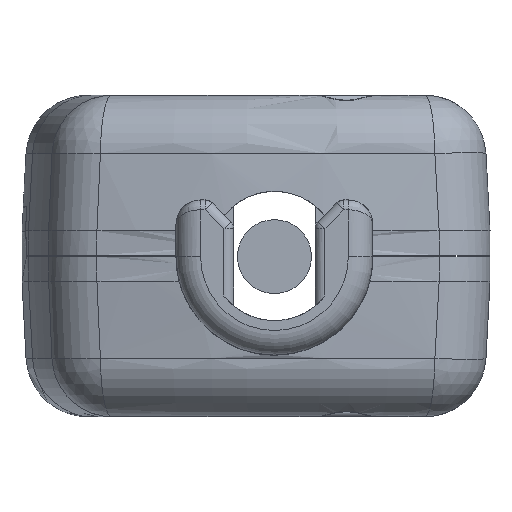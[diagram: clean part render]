
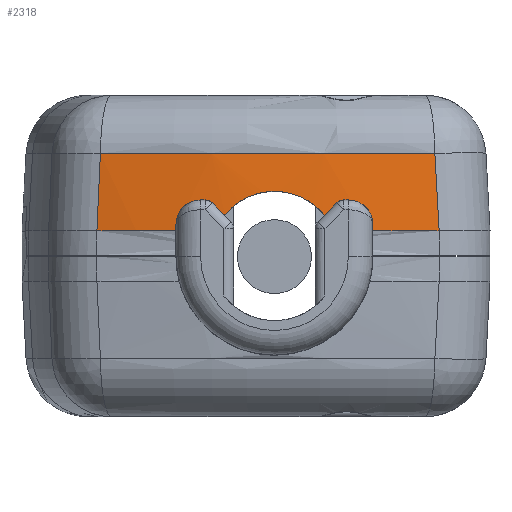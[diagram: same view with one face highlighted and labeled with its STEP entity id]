
A CAD part, left-side view. The second image highlights one B-rep face of the part: STEP entity #2318.
In plain terms, the highlighted conical face has half-angle 3 degrees and reference radius 38.77 mm.
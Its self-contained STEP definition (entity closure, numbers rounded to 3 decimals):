
#2318 = ADVANCED_FACE( '', ( #5942 ), #5943, .T. );
#5942 = FACE_OUTER_BOUND( '', #11509, .T. );
#5943 = CONICAL_SURFACE( '', #11510, 38.77, 0.052 );
#11509 = EDGE_LOOP( '', ( #21391, #21392, #21393, #21394, #21395, #21396, #21397, #21398 ) );
#11510 = AXIS2_PLACEMENT_3D( '', #21399, #21400, #21401 );
#21391 = ORIENTED_EDGE( '', *, *, #36513, .T. );
#21392 = ORIENTED_EDGE( '', *, *, #36514, .T. );
#21393 = ORIENTED_EDGE( '', *, *, #35271, .T. );
#21394 = ORIENTED_EDGE( '', *, *, #36515, .T. );
#21395 = ORIENTED_EDGE( '', *, *, #36516, .T. );
#21396 = ORIENTED_EDGE( '', *, *, #36517, .T. );
#21397 = ORIENTED_EDGE( '', *, *, #36518, .T. );
#21398 = ORIENTED_EDGE( '', *, *, #36519, .T. );
#21399 = CARTESIAN_POINT( '', ( 24.267, 10.262, 2.05 ) );
#21400 = DIRECTION( '', ( 0., 0., -1. ) );
#21401 = DIRECTION( '', ( 1., 0., 0. ) );
#35271 = EDGE_CURVE( '', #41848, #41852, #41854, .T. );
#36513 = EDGE_CURVE( '', #43991, #43992, #43993, .T. );
#36514 = EDGE_CURVE( '', #43992, #41848, #43994, .T. );
#36515 = EDGE_CURVE( '', #41852, #43995, #43996, .T. );
#36516 = EDGE_CURVE( '', #43995, #43997, #43998, .T. );
#36517 = EDGE_CURVE( '', #43997, #43125, #43999, .T. );
#36518 = EDGE_CURVE( '', #43125, #44000, #44001, .T. );
#36519 = EDGE_CURVE( '', #44000, #43991, #44002, .T. );
#41848 = VERTEX_POINT( '', #52346 );
#41852 = VERTEX_POINT( '', #52355 );
#41854 = CIRCLE( '', #52358, 38.77 );
#43125 = VERTEX_POINT( '', #54449 );
#43991 = VERTEX_POINT( '', #56140 );
#43992 = VERTEX_POINT( '', #56141 );
#43993 = CIRCLE( '', #56142, 38.77 );
#43994 = B_SPLINE_CURVE_WITH_KNOTS( '', 3, ( #56143, #56144, #56145, #56146, #56147, #56148, #56149, #56150, #56151, #56152, #56153, #56154, #56155, #56156, #56157, #56158, #56159, #56160, #56161, #56162, #56163, #56164, #56165, #56166 ), .UNSPECIFIED., .F., .F., ( 4, 2, 2, 2, 2, 2, 2, 2, 2, 2, 2, 4 ), ( 0.007, 0.007, 0.008, 0.009, 0.009, 0.01, 0.01, 0.011, 0.012, 0.012, 0.013, 0.013 ), .UNSPECIFIED. );
#43995 = VERTEX_POINT( '', #56167 );
#43996 = LINE( '', #56168, #56169 );
#43997 = VERTEX_POINT( '', #56170 );
#43998 = B_SPLINE_CURVE_WITH_KNOTS( '', 3, ( #56171, #56172, #56173, #56174 ), .UNSPECIFIED., .F., .F., ( 4, 4 ), ( 0., 1. ), .UNSPECIFIED. );
#43999 = CIRCLE( '', #56175, 38.606 );
#44000 = VERTEX_POINT( '', #56176 );
#44001 = B_SPLINE_CURVE_WITH_KNOTS( '', 3, ( #56177, #56178, #56179, #56180 ), .UNSPECIFIED., .F., .F., ( 4, 4 ), ( 0., 1. ), .UNSPECIFIED. );
#44002 = LINE( '', #56181, #56182 );
#52346 = CARTESIAN_POINT( '', ( -14.429, 7.85, 2.05 ) );
#52355 = CARTESIAN_POINT( '', ( -13.921, 3.568, 2.05 ) );
#52358 = AXIS2_PLACEMENT_3D( '', #67113, #67114, #67115 );
#54449 = CARTESIAN_POINT( '', ( -13.689, 17.318, 5.181 ) );
#56140 = CARTESIAN_POINT( '', ( -13.83, 17.456, 2.05 ) );
#56141 = CARTESIAN_POINT( '', ( -14.43, 12.65, 2.05 ) );
#56142 = AXIS2_PLACEMENT_3D( '', #68461, #68462, #68463 );
#56143 = CARTESIAN_POINT( '', ( -14.43, 12.65, 2.05 ) );
#56144 = CARTESIAN_POINT( '', ( -14.427, 12.601, 2.167 ) );
#56145 = CARTESIAN_POINT( '', ( -14.424, 12.544, 2.28 ) );
#56146 = CARTESIAN_POINT( '', ( -14.42, 12.413, 2.498 ) );
#56147 = CARTESIAN_POINT( '', ( -14.419, 12.338, 2.604 ) );
#56148 = CARTESIAN_POINT( '', ( -14.416, 12.095, 2.9 ) );
#56149 = CARTESIAN_POINT( '', ( -14.416, 11.906, 3.071 ) );
#56150 = CARTESIAN_POINT( '', ( -14.417, 11.479, 3.356 ) );
#56151 = CARTESIAN_POINT( '', ( -14.418, 11.25, 3.464 ) );
#56152 = CARTESIAN_POINT( '', ( -14.419, 10.76, 3.612 ) );
#56153 = CARTESIAN_POINT( '', ( -14.42, 10.506, 3.65 ) );
#56154 = CARTESIAN_POINT( '', ( -14.42, 10.124, 3.65 ) );
#56155 = CARTESIAN_POINT( '', ( -14.42, 9.995, 3.641 ) );
#56156 = CARTESIAN_POINT( '', ( -14.419, 9.743, 3.603 ) );
#56157 = CARTESIAN_POINT( '', ( -14.419, 9.619, 3.576 ) );
#56158 = CARTESIAN_POINT( '', ( -14.417, 9.255, 3.465 ) );
#56159 = CARTESIAN_POINT( '', ( -14.416, 9.02, 3.354 ) );
#56160 = CARTESIAN_POINT( '', ( -14.415, 8.597, 3.073 ) );
#56161 = CARTESIAN_POINT( '', ( -14.415, 8.404, 2.899 ) );
#56162 = CARTESIAN_POINT( '', ( -14.418, 8.162, 2.605 ) );
#56163 = CARTESIAN_POINT( '', ( -14.419, 8.089, 2.501 ) );
#56164 = CARTESIAN_POINT( '', ( -14.423, 7.957, 2.283 ) );
#56165 = CARTESIAN_POINT( '', ( -14.425, 7.899, 2.167 ) );
#56166 = CARTESIAN_POINT( '', ( -14.429, 7.85, 2.05 ) );
#56167 = CARTESIAN_POINT( '', ( -13.921, 3.565, 2.05 ) );
#56168 = CARTESIAN_POINT( '', ( -13.921, 3.567, 2.05 ) );
#56169 = VECTOR( '', #68464, 1000. );
#56170 = CARTESIAN_POINT( '', ( -13.785, 3.739, 5.181 ) );
#56171 = CARTESIAN_POINT( '', ( -13.921, 3.565, 2.05 ) );
#56172 = CARTESIAN_POINT( '', ( -13.876, 3.623, 3.094 ) );
#56173 = CARTESIAN_POINT( '', ( -13.83, 3.681, 4.137 ) );
#56174 = CARTESIAN_POINT( '', ( -13.785, 3.739, 5.181 ) );
#56175 = AXIS2_PLACEMENT_3D( '', #68465, #68466, #68467 );
#56176 = CARTESIAN_POINT( '', ( -13.83, 17.459, 2.05 ) );
#56177 = CARTESIAN_POINT( '', ( -13.689, 17.318, 5.181 ) );
#56178 = CARTESIAN_POINT( '', ( -13.736, 17.365, 4.137 ) );
#56179 = CARTESIAN_POINT( '', ( -13.783, 17.412, 3.094 ) );
#56180 = CARTESIAN_POINT( '', ( -13.83, 17.459, 2.05 ) );
#56181 = CARTESIAN_POINT( '', ( -13.83, 17.458, 2.05 ) );
#56182 = VECTOR( '', #68468, 1000. );
#67113 = CARTESIAN_POINT( '', ( 24.267, 10.262, 2.05 ) );
#67114 = DIRECTION( '', ( 0., 0., 1. ) );
#67115 = DIRECTION( '', ( 1., 0., 0. ) );
#68461 = CARTESIAN_POINT( '', ( 24.267, 10.262, 2.05 ) );
#68462 = DIRECTION( '', ( 0., 0., 1. ) );
#68463 = DIRECTION( '', ( 1., 0., 0. ) );
#68464 = DIRECTION( '', ( 0.173, -0.985, 0.011 ) );
#68465 = CARTESIAN_POINT( '', ( 24.267, 10.262, 5.181 ) );
#68466 = DIRECTION( '', ( 0., 0., -1. ) );
#68467 = DIRECTION( '', ( -1., 0., 0. ) );
#68468 = DIRECTION( '', ( -0.186, -0.983, -0.008 ) );
